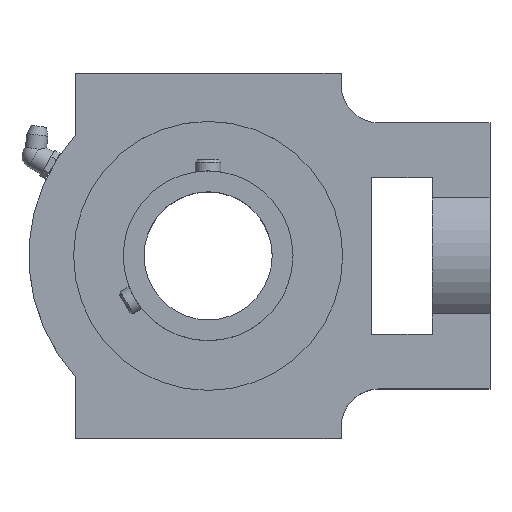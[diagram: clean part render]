
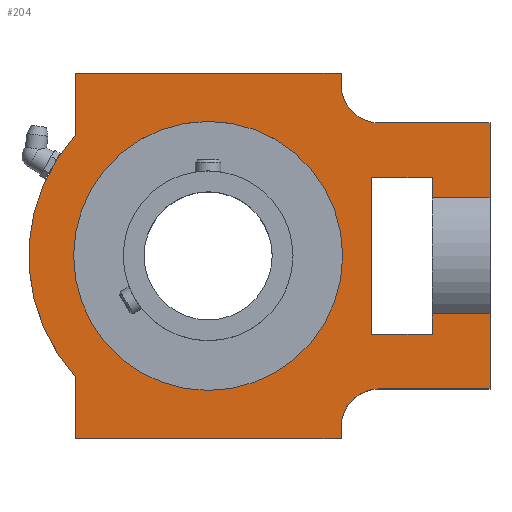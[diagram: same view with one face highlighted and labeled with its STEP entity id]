
A CAD part, top view. The second image highlights one B-rep face of the part: STEP entity #204.
In plain terms, the highlighted planar face has unit normal (0, 0, 1).
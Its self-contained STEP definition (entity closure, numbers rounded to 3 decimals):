
#204 = ADVANCED_FACE( '', ( #348, #349 ), #350, .T. );
#348 = FACE_BOUND( '', #549, .T. );
#349 = FACE_OUTER_BOUND( '', #550, .T. );
#350 = PLANE( '', #551 );
#549 = EDGE_LOOP( '', ( #875 ) );
#550 = EDGE_LOOP( '', ( #876, #877, #878, #879, #880, #881, #882, #883, #884, #885, #886, #887, #888, #889, #890, #891, #892, #893, #894, #895 ) );
#551 = AXIS2_PLACEMENT_3D( '', #896, #897, #898 );
#875 = ORIENTED_EDGE( '', *, *, #1336, .F. );
#876 = ORIENTED_EDGE( '', *, *, #1337, .T. );
#877 = ORIENTED_EDGE( '', *, *, #1338, .F. );
#878 = ORIENTED_EDGE( '', *, *, #1339, .T. );
#879 = ORIENTED_EDGE( '', *, *, #1340, .F. );
#880 = ORIENTED_EDGE( '', *, *, #1341, .T. );
#881 = ORIENTED_EDGE( '', *, *, #1342, .T. );
#882 = ORIENTED_EDGE( '', *, *, #1343, .T. );
#883 = ORIENTED_EDGE( '', *, *, #1344, .T. );
#884 = ORIENTED_EDGE( '', *, *, #1345, .T. );
#885 = ORIENTED_EDGE( '', *, *, #1346, .F. );
#886 = ORIENTED_EDGE( '', *, *, #1347, .T. );
#887 = ORIENTED_EDGE( '', *, *, #1348, .F. );
#888 = ORIENTED_EDGE( '', *, *, #1349, .F. );
#889 = ORIENTED_EDGE( '', *, *, #1350, .T. );
#890 = ORIENTED_EDGE( '', *, *, #1351, .F. );
#891 = ORIENTED_EDGE( '', *, *, #1352, .F. );
#892 = ORIENTED_EDGE( '', *, *, #1353, .F. );
#893 = ORIENTED_EDGE( '', *, *, #1354, .T. );
#894 = ORIENTED_EDGE( '', *, *, #1355, .T. );
#895 = ORIENTED_EDGE( '', *, *, #1356, .F. );
#896 = CARTESIAN_POINT( '', ( 70., 57., 16.5 ) );
#897 = DIRECTION( '', ( 0., 0., 1. ) );
#898 = DIRECTION( '', ( 1., 0., 0. ) );
#1336 = EDGE_CURVE( '', #1567, #1567, #1568, .T. );
#1337 = EDGE_CURVE( '', #1569, #1570, #1571, .T. );
#1338 = EDGE_CURVE( '', #1572, #1570, #1573, .T. );
#1339 = EDGE_CURVE( '', #1572, #1574, #1575, .T. );
#1340 = EDGE_CURVE( '', #1576, #1574, #1577, .T. );
#1341 = EDGE_CURVE( '', #1576, #1578, #1579, .T. );
#1342 = EDGE_CURVE( '', #1578, #1580, #1581, .T. );
#1343 = EDGE_CURVE( '', #1580, #1582, #1583, .T. );
#1344 = EDGE_CURVE( '', #1582, #1584, #1585, .T. );
#1345 = EDGE_CURVE( '', #1584, #1586, #1587, .T. );
#1346 = EDGE_CURVE( '', #1588, #1586, #1589, .T. );
#1347 = EDGE_CURVE( '', #1588, #1590, #1591, .T. );
#1348 = EDGE_CURVE( '', #1592, #1590, #1593, .T. );
#1349 = EDGE_CURVE( '', #1594, #1592, #1595, .T. );
#1350 = EDGE_CURVE( '', #1594, #1596, #1597, .T. );
#1351 = EDGE_CURVE( '', #1598, #1596, #1599, .T. );
#1352 = EDGE_CURVE( '', #1600, #1598, #1601, .T. );
#1353 = EDGE_CURVE( '', #1602, #1600, #1603, .T. );
#1354 = EDGE_CURVE( '', #1602, #1604, #1605, .T. );
#1355 = EDGE_CURVE( '', #1604, #1606, #1607, .T. );
#1356 = EDGE_CURVE( '', #1569, #1606, #1608, .T. );
#1567 = VERTEX_POINT( '', #2178 );
#1568 = CIRCLE( '', #2179, 42. );
#1569 = VERTEX_POINT( '', #2180 );
#1570 = VERTEX_POINT( '', #2181 );
#1571 = LINE( '', #2182, #2183 );
#1572 = VERTEX_POINT( '', #2184 );
#1573 = CIRCLE( '', #2185, 12. );
#1574 = VERTEX_POINT( '', #2186 );
#1575 = LINE( '', #2187, #2188 );
#1576 = VERTEX_POINT( '', #2189 );
#1577 = LINE( '', #2190, #2191 );
#1578 = VERTEX_POINT( '', #2192 );
#1579 = LINE( '', #2193, #2194 );
#1580 = VERTEX_POINT( '', #2195 );
#1581 = CIRCLE( '', #2196, 56. );
#1582 = VERTEX_POINT( '', #2197 );
#1583 = LINE( '', #2198, #2199 );
#1584 = VERTEX_POINT( '', #2200 );
#1585 = LINE( '', #2201, #2202 );
#1586 = VERTEX_POINT( '', #2203 );
#1587 = LINE( '', #2204, #2205 );
#1588 = VERTEX_POINT( '', #2206 );
#1589 = CIRCLE( '', #2207, 12. );
#1590 = VERTEX_POINT( '', #2208 );
#1591 = LINE( '', #2209, #2210 );
#1592 = VERTEX_POINT( '', #2211 );
#1593 = LINE( '', #2212, #2213 );
#1594 = VERTEX_POINT( '', #2214 );
#1595 = LINE( '', #2215, #2216 );
#1596 = VERTEX_POINT( '', #2217 );
#1597 = LINE( '', #2218, #2219 );
#1598 = VERTEX_POINT( '', #2220 );
#1599 = LINE( '', #2221, #2222 );
#1600 = VERTEX_POINT( '', #2223 );
#1601 = LINE( '', #2224, #2225 );
#1602 = VERTEX_POINT( '', #2226 );
#1603 = LINE( '', #2227, #2228 );
#1604 = VERTEX_POINT( '', #2229 );
#1605 = LINE( '', #2230, #2231 );
#1606 = VERTEX_POINT( '', #2232 );
#1607 = LINE( '', #2233, #2234 );
#1608 = LINE( '', #2235, #2236 );
#2178 = CARTESIAN_POINT( '', ( 42., 0., 16.5 ) );
#2179 = AXIS2_PLACEMENT_3D( '', #2601, #2602, #2603 );
#2180 = CARTESIAN_POINT( '', ( 88., 41.5, 16.5 ) );
#2181 = CARTESIAN_POINT( '', ( 53.5, 41.5, 16.5 ) );
#2182 = CARTESIAN_POINT( '', ( 88., 41.5, 16.5 ) );
#2183 = VECTOR( '', #2604, 1000. );
#2184 = CARTESIAN_POINT( '', ( 41.5, 53.5, 16.5 ) );
#2185 = AXIS2_PLACEMENT_3D( '', #2605, #2606, #2607 );
#2186 = CARTESIAN_POINT( '', ( 41.5, 57., 16.5 ) );
#2187 = CARTESIAN_POINT( '', ( 41.5, 53.5, 16.5 ) );
#2188 = VECTOR( '', #2608, 1000. );
#2189 = CARTESIAN_POINT( '', ( -41.5, 57., 16.5 ) );
#2190 = CARTESIAN_POINT( '', ( -74., 57., 16.5 ) );
#2191 = VECTOR( '', #2609, 1000. );
#2192 = CARTESIAN_POINT( '', ( -41.5, 37.6, 16.5 ) );
#2193 = CARTESIAN_POINT( '', ( -41.5, 57., 16.5 ) );
#2194 = VECTOR( '', #2610, 1000. );
#2195 = CARTESIAN_POINT( '', ( -41.5, -37.6, 16.5 ) );
#2196 = AXIS2_PLACEMENT_3D( '', #2611, #2612, #2613 );
#2197 = CARTESIAN_POINT( '', ( -41.5, -57., 16.5 ) );
#2198 = CARTESIAN_POINT( '', ( -41.5, -37.6, 16.5 ) );
#2199 = VECTOR( '', #2614, 1000. );
#2200 = CARTESIAN_POINT( '', ( 41.5, -57., 16.5 ) );
#2201 = CARTESIAN_POINT( '', ( -74., -57., 16.5 ) );
#2202 = VECTOR( '', #2615, 1000. );
#2203 = CARTESIAN_POINT( '', ( 41.5, -53.5, 16.5 ) );
#2204 = CARTESIAN_POINT( '', ( 41.5, -57., 16.5 ) );
#2205 = VECTOR( '', #2616, 1000. );
#2206 = CARTESIAN_POINT( '', ( 53.5, -41.5, 16.5 ) );
#2207 = AXIS2_PLACEMENT_3D( '', #2617, #2618, #2619 );
#2208 = CARTESIAN_POINT( '', ( 88., -41.5, 16.5 ) );
#2209 = CARTESIAN_POINT( '', ( 53.5, -41.5, 16.5 ) );
#2210 = VECTOR( '', #2620, 1000. );
#2211 = CARTESIAN_POINT( '', ( 88., -18.111, 16.5 ) );
#2212 = CARTESIAN_POINT( '', ( 88., -18.111, 16.5 ) );
#2213 = VECTOR( '', #2621, 1000. );
#2214 = CARTESIAN_POINT( '', ( 70., -18.111, 16.5 ) );
#2215 = CARTESIAN_POINT( '', ( 70., -18.111, 16.5 ) );
#2216 = VECTOR( '', #2622, 1000. );
#2217 = CARTESIAN_POINT( '', ( 70., -24.5, 16.5 ) );
#2218 = CARTESIAN_POINT( '', ( 70., -18.111, 16.5 ) );
#2219 = VECTOR( '', #2623, 1000. );
#2220 = CARTESIAN_POINT( '', ( 51., -24.5, 16.5 ) );
#2221 = CARTESIAN_POINT( '', ( 51., -24.5, 16.5 ) );
#2222 = VECTOR( '', #2624, 1000. );
#2223 = CARTESIAN_POINT( '', ( 51., 24.5, 16.5 ) );
#2224 = CARTESIAN_POINT( '', ( 51., 24.5, 16.5 ) );
#2225 = VECTOR( '', #2625, 1000. );
#2226 = CARTESIAN_POINT( '', ( 70., 24.5, 16.5 ) );
#2227 = CARTESIAN_POINT( '', ( 70., 24.5, 16.5 ) );
#2228 = VECTOR( '', #2626, 1000. );
#2229 = CARTESIAN_POINT( '', ( 70., 18.111, 16.5 ) );
#2230 = CARTESIAN_POINT( '', ( 70., 57., 16.5 ) );
#2231 = VECTOR( '', #2627, 1000. );
#2232 = CARTESIAN_POINT( '', ( 88., 18.111, 16.5 ) );
#2233 = CARTESIAN_POINT( '', ( 70., 18.111, 16.5 ) );
#2234 = VECTOR( '', #2628, 1000. );
#2235 = CARTESIAN_POINT( '', ( 88., 57., 16.5 ) );
#2236 = VECTOR( '', #2629, 1000. );
#2601 = CARTESIAN_POINT( '', ( 0., 0., 16.5 ) );
#2602 = DIRECTION( '', ( 0., 0., 1. ) );
#2603 = DIRECTION( '', ( 1., 0., 0. ) );
#2604 = DIRECTION( '', ( -1., 0., 0. ) );
#2605 = CARTESIAN_POINT( '', ( 53.5, 53.5, 16.5 ) );
#2606 = DIRECTION( '', ( 0., 0., 1. ) );
#2607 = DIRECTION( '', ( 1., 0., 0. ) );
#2608 = DIRECTION( '', ( 0., 1., 0. ) );
#2609 = DIRECTION( '', ( 1., 0., 0. ) );
#2610 = DIRECTION( '', ( 0., -1., 0. ) );
#2611 = CARTESIAN_POINT( '', ( 0., 0., 16.5 ) );
#2612 = DIRECTION( '', ( 0., 0., 1. ) );
#2613 = DIRECTION( '', ( 1., 0., 0. ) );
#2614 = DIRECTION( '', ( 0., -1., 0. ) );
#2615 = DIRECTION( '', ( 1., 0., 0. ) );
#2616 = DIRECTION( '', ( 0., 1., 0. ) );
#2617 = CARTESIAN_POINT( '', ( 53.5, -53.5, 16.5 ) );
#2618 = DIRECTION( '', ( 0., 0., 1. ) );
#2619 = DIRECTION( '', ( 1., 0., 0. ) );
#2620 = DIRECTION( '', ( 1., 0., 0. ) );
#2621 = DIRECTION( '', ( 0., -1., 0. ) );
#2622 = DIRECTION( '', ( 1., 0., 0. ) );
#2623 = DIRECTION( '', ( 0., -1., 0. ) );
#2624 = DIRECTION( '', ( 1., 0., 0. ) );
#2625 = DIRECTION( '', ( 0., -1., 0. ) );
#2626 = DIRECTION( '', ( -1., 0., 0. ) );
#2627 = DIRECTION( '', ( 0., -1., 0. ) );
#2628 = DIRECTION( '', ( 1., 0., 0. ) );
#2629 = DIRECTION( '', ( 0., -1., 0. ) );
